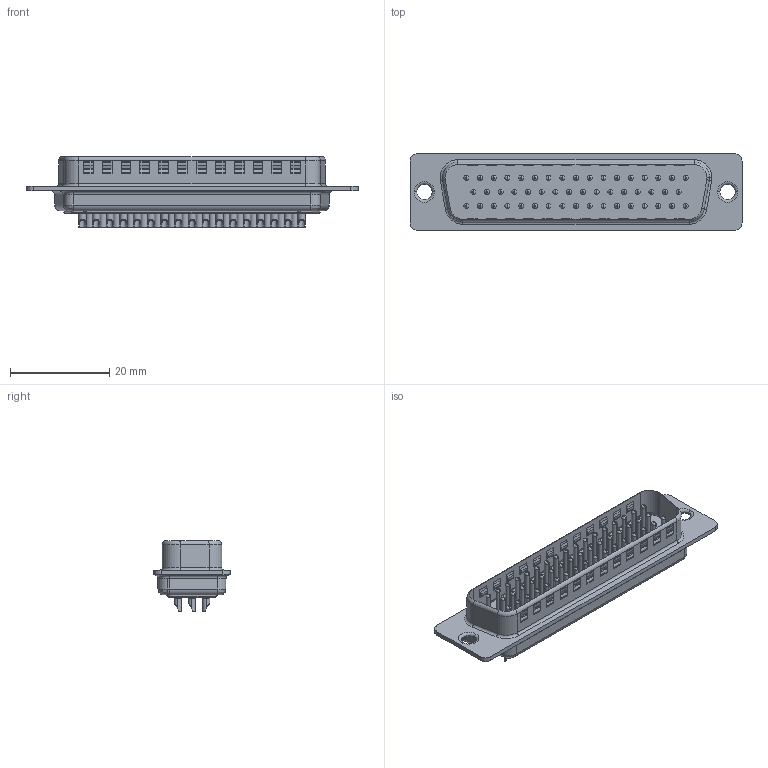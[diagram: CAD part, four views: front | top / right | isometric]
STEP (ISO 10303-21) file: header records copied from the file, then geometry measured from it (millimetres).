
FILE_DESCRIPTION(/* description */ (''),/* implementation_level */ '2;1');
FILE_NAME(/* name */ '100769732ugm000_a.stp',/* time_stamp */ '2018-04-16T11:59:27+02:00',/* author */ (''),/* organization */ (''),/* preprocessor_version */ 'ST-DEVELOPER v16',/* originating_system */ 'SIEMENS PLM Software NX 10.0',/* authorisation */ '');
FILE_SCHEMA (('AUTOMOTIVE_DESIGN { 1 0 10303 214 3 1 1 1 }'));
Products named in the file (1): 100769732ugm000_a
Bounding box: 66.9 x 15.4 x 14.29 mm (x, y, z)
Volume: 4389.6 mm3; surface area: 6394.9 mm2
Topology: 1 solids, 1 shells, 3915 faces, 10637 edges, 6963 vertices
Faces by surface type: bspline 1734, plane 1314, cylinder 707, cone 117, torus 29, sphere 8, extrusion 6
Full cylindrical faces by diameter (mm): 0.134 x1, 0.197 x1
Entity records: 181953 total; most frequent: CARTESIAN_POINT 71965, ORIENTED_EDGE 21070, DIRECTION 12428, EDGE_CURVE 10535, VERTEX_POINT 6962, VECTOR 5334, LINE 5328, EDGE_LOOP 4259
